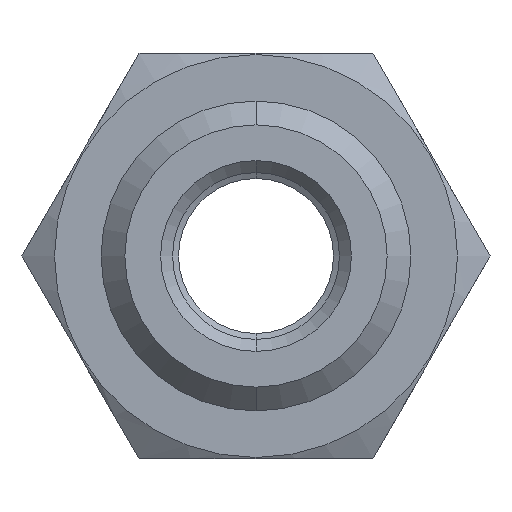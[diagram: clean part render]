
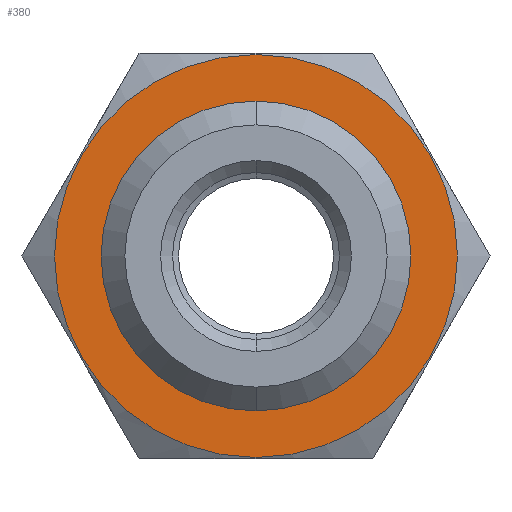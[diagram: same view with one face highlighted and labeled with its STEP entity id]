
A CAD part, front view. The second image highlights one B-rep face of the part: STEP entity #380.
In plain terms, the highlighted planar face has unit normal (0, -1, 0).
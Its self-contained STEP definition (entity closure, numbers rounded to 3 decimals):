
#43 = EDGE_LOOP ( 'NONE', ( #1080, #1082 ) ) ;
#44 = EDGE_LOOP ( 'NONE', ( #1078, #1083 ) ) ;
#143 = AXIS2_PLACEMENT_3D ( 'NONE', #669, #668, #667 ) ;
#301 = CIRCLE ( 'NONE', #143, 8.45 ) ;
#325 = AXIS2_PLACEMENT_3D ( 'NONE', #1331, #1332, #1333 ) ;
#326 = AXIS2_PLACEMENT_3D ( 'NONE', #1328, #1329, #1330 ) ;
#343 = CIRCLE ( 'NONE', #325, 6.5 ) ;
#349 = AXIS2_PLACEMENT_3D ( 'NONE', #672, #671, #670 ) ;
#350 = CIRCLE ( 'NONE', #326, 8.45 ) ;
#380 = ADVANCED_FACE ( 'NONE', ( #2091, #2092 ), #673, .T. ) ;
#381 = EDGE_CURVE ( 'NONE', #867, #850, #301, .T. ) ;
#435 = EDGE_CURVE ( 'NONE', #850, #867, #350, .T. ) ;
#436 = EDGE_CURVE ( 'NONE', #942, #941, #343, .T. ) ;
#617 = EDGE_CURVE ( 'NONE', #941, #942, #2272, .T. ) ;
#667 = DIRECTION ( 'NONE',  ( 0., 0., -1. ) ) ;
#668 = DIRECTION ( 'NONE',  ( 0., -1., 0. ) ) ;
#669 = CARTESIAN_POINT ( 'NONE',  ( 0., 8., 0. ) ) ;
#670 = DIRECTION ( 'NONE',  ( 0., 0., -1. ) ) ;
#671 = DIRECTION ( 'NONE',  ( 0., -1., 0. ) ) ;
#672 = CARTESIAN_POINT ( 'NONE',  ( 6.5, 8., 0. ) ) ;
#673 = PLANE ( 'NONE',  #349 ) ;
#850 = VERTEX_POINT ( 'NONE', #1842 ) ;
#867 = VERTEX_POINT ( 'NONE', #1859 ) ;
#941 = VERTEX_POINT ( 'NONE', #1933 ) ;
#942 = VERTEX_POINT ( 'NONE', #1934 ) ;
#1078 = ORIENTED_EDGE ( 'NONE', *, *, #617, .F. ) ;
#1080 = ORIENTED_EDGE ( 'NONE', *, *, #435, .T. ) ;
#1082 = ORIENTED_EDGE ( 'NONE', *, *, #381, .T. ) ;
#1083 = ORIENTED_EDGE ( 'NONE', *, *, #436, .F. ) ;
#1328 = CARTESIAN_POINT ( 'NONE',  ( 0., 8., 0. ) ) ;
#1329 = DIRECTION ( 'NONE',  ( 0., -1., 0. ) ) ;
#1330 = DIRECTION ( 'NONE',  ( 0., 0., -1. ) ) ;
#1331 = CARTESIAN_POINT ( 'NONE',  ( 0., 8., 0. ) ) ;
#1332 = DIRECTION ( 'NONE',  ( 0., -1., 0. ) ) ;
#1333 = DIRECTION ( 'NONE',  ( 0., 0., -1. ) ) ;
#1832 = CARTESIAN_POINT ( 'NONE',  ( 0., 8., 0. ) ) ;
#1833 = DIRECTION ( 'NONE',  ( 0., -1., 0. ) ) ;
#1834 = DIRECTION ( 'NONE',  ( 0., 0., -1. ) ) ;
#1842 = CARTESIAN_POINT ( 'NONE',  ( 0., 8., 8.45 ) ) ;
#1859 = CARTESIAN_POINT ( 'NONE',  ( 0., 8., -8.45 ) ) ;
#1933 = CARTESIAN_POINT ( 'NONE',  ( 0., 8., -6.5 ) ) ;
#1934 = CARTESIAN_POINT ( 'NONE',  ( 0., 8., 6.5 ) ) ;
#2091 = FACE_OUTER_BOUND ( 'NONE', #43, .T. ) ;
#2092 = FACE_BOUND ( 'NONE', #44, .T. ) ;
#2272 = CIRCLE ( 'NONE', #2274, 6.5 ) ;
#2274 = AXIS2_PLACEMENT_3D ( 'NONE', #1832, #1833, #1834 ) ;
